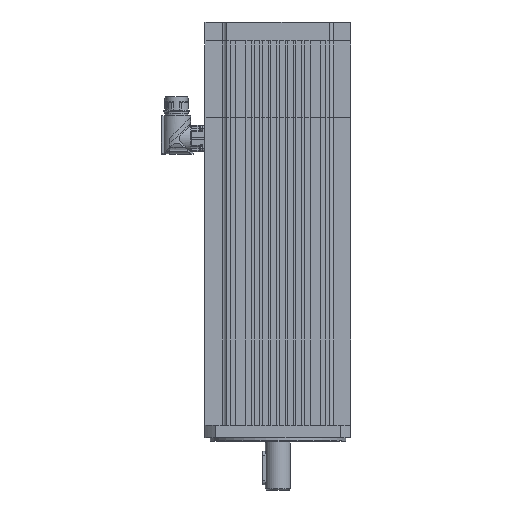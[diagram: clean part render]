
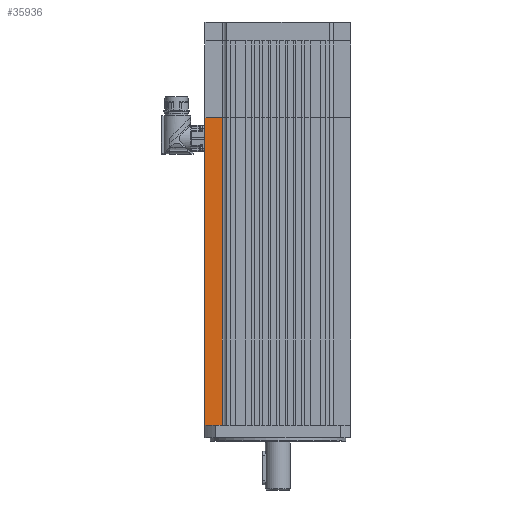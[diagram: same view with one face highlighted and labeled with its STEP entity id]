
A CAD part, left-side view. The second image highlights one B-rep face of the part: STEP entity #35936.
In plain terms, the highlighted face is planar.
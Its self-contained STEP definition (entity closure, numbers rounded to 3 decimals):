
#29036=CARTESIAN_POINT('',(-49.3,70.,295.0));
#29037=VERTEX_POINT('',#29036);
#29060=CARTESIAN_POINT('',(-49.3,53.3,295.0));
#29061=VERTEX_POINT('',#29060);
#29062=CARTESIAN_POINT('',(-49.3,53.3,295.0));
#29063=DIRECTION('',(0.0,1.0,0.0));
#29064=VECTOR('',#29063,16.7);
#29065=LINE('',#29062,#29064);
#29066=EDGE_CURVE('',#29061,#29037,#29065,.T.);
#32856=CARTESIAN_POINT('',(-49.3,70.,0.0));
#32857=VERTEX_POINT('',#32856);
#32858=CARTESIAN_POINT('',(-49.3,53.3,0.0));
#32859=VERTEX_POINT('',#32858);
#32860=CARTESIAN_POINT('',(-49.3,70.,0.0));
#32861=DIRECTION('',(0.0,-1.0,0.0));
#32862=VECTOR('',#32861,16.7);
#32863=LINE('',#32860,#32862);
#32864=EDGE_CURVE('',#32857,#32859,#32863,.T.);
#35909=CARTESIAN_POINT('',(-49.3,53.3,0.0));
#35910=DIRECTION('',(0.0,0.0,1.0));
#35911=VECTOR('',#35910,295.0);
#35912=LINE('',#35909,#35911);
#35913=EDGE_CURVE('',#32859,#29061,#35912,.T.);
#35920=CARTESIAN_POINT('',(-49.3,53.3,0.0));
#35921=DIRECTION('',(-1.0,0.0,0.0));
#35922=DIRECTION('',(0.0,0.0,1.0));
#35923=AXIS2_PLACEMENT_3D('',#35920,#35921,#35922);
#35924=PLANE('',#35923);
#35925=ORIENTED_EDGE('',*,*,#29066,.T.);
#35926=CARTESIAN_POINT('',(-49.3,70.,0.0));
#35927=DIRECTION('',(0.0,0.0,1.0));
#35928=VECTOR('',#35927,295.0);
#35929=LINE('',#35926,#35928);
#35930=EDGE_CURVE('',#32857,#29037,#35929,.T.);
#35931=ORIENTED_EDGE('',*,*,#35930,.F.);
#35932=ORIENTED_EDGE('',*,*,#32864,.T.);
#35933=ORIENTED_EDGE('',*,*,#35913,.T.);
#35934=EDGE_LOOP('',(#35925,#35931,#35932,#35933));
#35935=FACE_OUTER_BOUND('',#35934,.T.);
#35936=ADVANCED_FACE('',(#35935),#35924,.T.);
